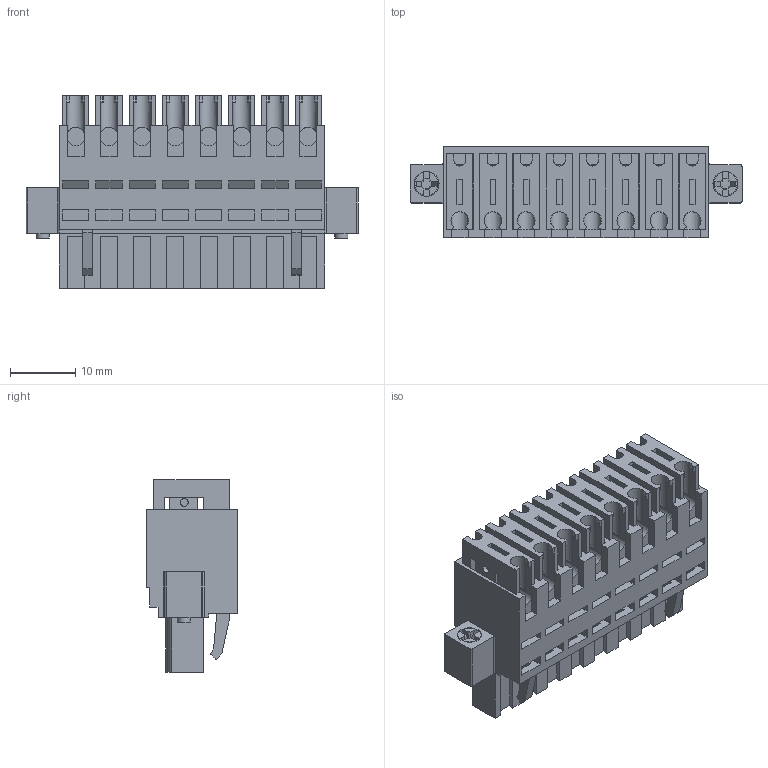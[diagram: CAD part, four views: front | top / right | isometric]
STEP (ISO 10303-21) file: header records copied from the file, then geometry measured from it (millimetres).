
FILE_DESCRIPTION( ( 'Unknown' ), '1' );
FILE_NAME( '691359740008.stp', 'Unknown', ( 'Unknown' ), ( 'Unknown' ), 'PSStep 18.0.17', 'Unknown', ' ' );
FILE_SCHEMA( ( 'AUTOMOTIVE_DESIGN { 1 0 10303 214 1 1 1 1 }' ) );
Length unit declared in the file: millimetre
Products named in the file (5): Assem1; 6913597400xx; 691(358710)(359740)0xx_Actuator; 6913597400xx_Vis; 691359740008
Assembly tree (19 placements, depth 2):
  Assem1
    6913597400xx  x8
    691(358710)(359740)0xx_Actuator  x8
    6913597400xx_Vis  x2
    691359740008
Bounding box: 50.8 x 14 x 29.5 mm (x, y, z)
Volume: 7468.8 mm3; surface area: 18791.5 mm2
Topology: 11 solids, 19 shells, 2603 faces, 7432 edges, 4854 vertices
Faces by surface type: plane 1824, cylinder 699, torus 38, bspline 32, cone 10
Full cylindrical faces by diameter (mm): 1.2 x8, 1.5 x8, 2 x2, 2.4 x2, 2.5 x2, 2.9 x8, 3.8 x4
Entity records: 37640 total; most frequent: CARTESIAN_POINT 6479, ORIENTED_EDGE 5094, DIRECTION 4654, EDGE_CURVE 2547, LINE 2232, VECTOR 2232, VERTEX_POINT 1700, AXIS2_PLACEMENT_3D 1211
